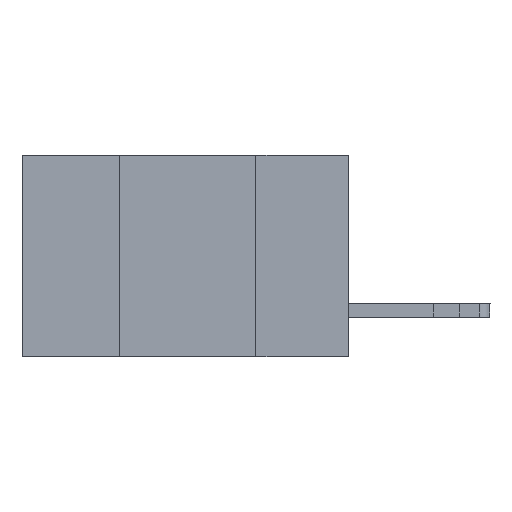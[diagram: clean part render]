
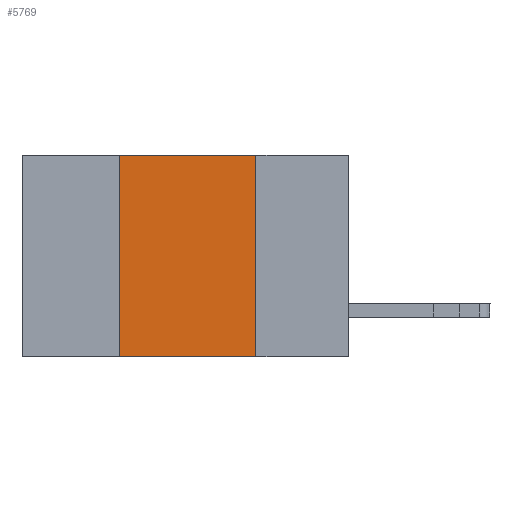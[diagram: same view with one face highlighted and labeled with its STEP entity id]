
A CAD part, left-side view. The second image highlights one B-rep face of the part: STEP entity #5769.
In plain terms, the highlighted planar face has unit normal (-1, 0, 0).
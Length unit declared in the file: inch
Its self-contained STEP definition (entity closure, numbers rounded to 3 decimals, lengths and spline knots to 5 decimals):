
#30 = VECTOR ( 'NONE', #4046, 39.37008 ) ;
#230 = DIRECTION ( 'NONE',  ( 0., 0., -1. ) ) ;
#685 = ORIENTED_EDGE ( 'NONE', *, *, #1529, .F. ) ;
#998 = DIRECTION ( 'NONE',  ( 0., -1., 0. ) ) ;
#1040 = PLANE ( 'NONE',  #7543 ) ;
#1075 = CARTESIAN_POINT ( 'NONE',  ( 0., 0.42, -0.37 ) ) ;
#1529 = EDGE_CURVE ( 'NONE', #11667, #2326, #3756, .T. ) ;
#2241 = EDGE_LOOP ( 'NONE', ( #7867, #685, #5763, #9812 ) ) ;
#2326 = VERTEX_POINT ( 'NONE', #5475 ) ;
#2504 = VECTOR ( 'NONE', #998, 39.37008 ) ;
#2725 = CARTESIAN_POINT ( 'NONE',  ( 0., 0.6, 0. ) ) ;
#2956 = LINE ( 'NONE', #6915, #11539 ) ;
#2959 = VERTEX_POINT ( 'NONE', #9871 ) ;
#3175 = DIRECTION ( 'NONE',  ( 0., -1., 0. ) ) ;
#3283 = DIRECTION ( 'NONE',  ( 0., 0., -1. ) ) ;
#3340 = LINE ( 'NONE', #14010, #30 ) ;
#3756 = LINE ( 'NONE', #2725, #9373 ) ;
#4046 = DIRECTION ( 'NONE',  ( 0., 0., 1. ) ) ;
#5475 = CARTESIAN_POINT ( 'NONE',  ( 0., 0.17, 0. ) ) ;
#5763 = ORIENTED_EDGE ( 'NONE', *, *, #9240, .F. ) ;
#5769 = ADVANCED_FACE ( 'NONE', ( #12210 ), #1040, .F. ) ;
#6915 = CARTESIAN_POINT ( 'NONE',  ( 0., 0.17, -0.37 ) ) ;
#7543 = AXIS2_PLACEMENT_3D ( 'NONE', #8880, #10008, #3283 ) ;
#7559 = CARTESIAN_POINT ( 'NONE',  ( 0., 0.42, 0. ) ) ;
#7867 = ORIENTED_EDGE ( 'NONE', *, *, #10086, .F. ) ;
#8118 = LINE ( 'NONE', #8833, #2504 ) ;
#8206 = EDGE_CURVE ( 'NONE', #11158, #2959, #8118, .T. ) ;
#8833 = CARTESIAN_POINT ( 'NONE',  ( 0., 0.6, -0.37 ) ) ;
#8880 = CARTESIAN_POINT ( 'NONE',  ( 0., 0.6, 0. ) ) ;
#9240 = EDGE_CURVE ( 'NONE', #11158, #11667, #3340, .T. ) ;
#9373 = VECTOR ( 'NONE', #3175, 39.37008 ) ;
#9812 = ORIENTED_EDGE ( 'NONE', *, *, #8206, .T. ) ;
#9871 = CARTESIAN_POINT ( 'NONE',  ( 0., 0.17, -0.37 ) ) ;
#10008 = DIRECTION ( 'NONE',  ( 1., 0., 0. ) ) ;
#10086 = EDGE_CURVE ( 'NONE', #2326, #2959, #2956, .T. ) ;
#11158 = VERTEX_POINT ( 'NONE', #1075 ) ;
#11539 = VECTOR ( 'NONE', #230, 39.37008 ) ;
#11667 = VERTEX_POINT ( 'NONE', #7559 ) ;
#12210 = FACE_OUTER_BOUND ( 'NONE', #2241, .T. ) ;
#14010 = CARTESIAN_POINT ( 'NONE',  ( 0., 0.42, -0.37 ) ) ;
